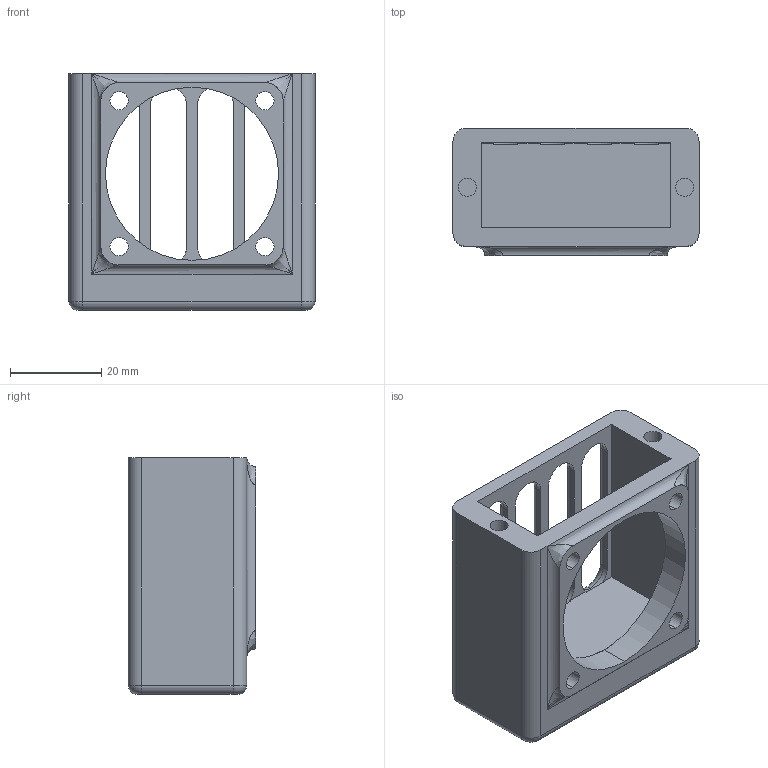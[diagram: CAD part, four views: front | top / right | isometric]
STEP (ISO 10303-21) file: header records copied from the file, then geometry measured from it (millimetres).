
FILE_DESCRIPTION (( 'STEP AP214' ), '1' );
FILE_NAME ('Filter_box.STEP', '2024-08-29T20:20:22', ( '' ), ( '' ), 'SwSTEP 2.0', 'SolidWorks 2024', '' );
FILE_SCHEMA (( 'AUTOMOTIVE_DESIGN' ));
Length unit declared in the file: millimetre
Products named in the file (1): Filter_box
Bounding box: 54 x 28 x 52 mm (x, y, z)
Volume: 32161 mm3; surface area: 13320.7 mm2
Topology: 1 solids, 1 shells, 102 faces, 271 edges, 164 vertices
Faces by surface type: cylinder 50, plane 28, torus 16, cone 4, bspline 4
Entity records: 3420 total; most frequent: CARTESIAN_POINT 800, DIRECTION 583, ORIENTED_EDGE 534, EDGE_CURVE 267, AXIS2_PLACEMENT_3D 231, VERTEX_POINT 164, CIRCLE 132, VECTOR 121
